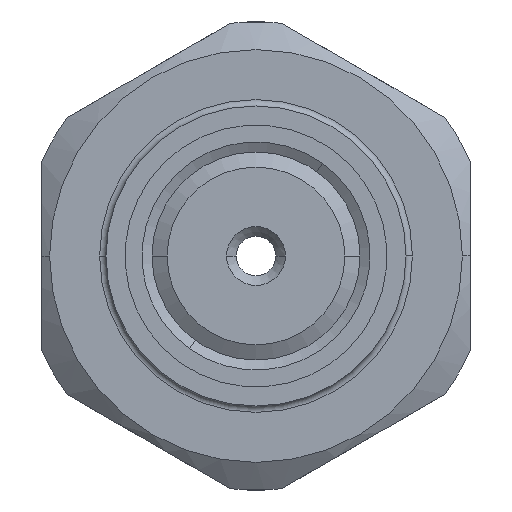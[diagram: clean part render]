
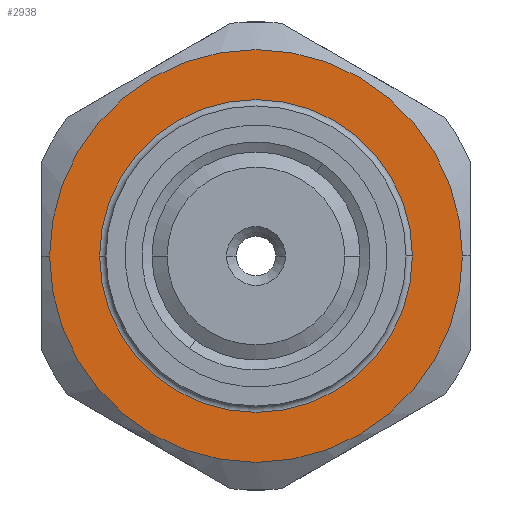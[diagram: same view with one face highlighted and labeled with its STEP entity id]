
A CAD part, front view. The second image highlights one B-rep face of the part: STEP entity #2938.
In plain terms, the highlighted planar face has unit normal (0, -1, 0).
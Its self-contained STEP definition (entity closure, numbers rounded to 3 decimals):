
#190 = CIRCLE ( 'NONE', #3164, 13. ) ;
#364 = DIRECTION ( 'NONE',  ( 0., 1., 0. ) ) ;
#431 = VERTEX_POINT ( 'NONE', #5223 ) ;
#446 = DIRECTION ( 'NONE',  ( 1., 0., 0. ) ) ;
#625 = DIRECTION ( 'NONE',  ( -1., 0., 0. ) ) ;
#721 = ORIENTED_EDGE ( 'NONE', *, *, #2763, .T. ) ;
#1031 = CARTESIAN_POINT ( 'NONE',  ( -13., 0.8, 0. ) ) ;
#1039 = EDGE_CURVE ( 'NONE', #3212, #3221, #5041, .T. ) ;
#1099 = VERTEX_POINT ( 'NONE', #1031 ) ;
#1114 = DIRECTION ( 'NONE',  ( 0., 1., 0. ) ) ;
#1244 = CIRCLE ( 'NONE', #4296, 9.85 ) ;
#1303 = EDGE_LOOP ( 'NONE', ( #721, #1425 ) ) ;
#1370 = CARTESIAN_POINT ( 'NONE',  ( 0., 0.8, 0. ) ) ;
#1418 = CIRCLE ( 'NONE', #4895, 13. ) ;
#1425 = ORIENTED_EDGE ( 'NONE', *, *, #1039, .T. ) ;
#1619 = FACE_OUTER_BOUND ( 'NONE', #1737, .T. ) ;
#1737 = EDGE_LOOP ( 'NONE', ( #1942, #4175 ) ) ;
#1942 = ORIENTED_EDGE ( 'NONE', *, *, #2521, .F. ) ;
#2072 = DIRECTION ( 'NONE',  ( -1., 0., 0. ) ) ;
#2362 = DIRECTION ( 'NONE',  ( -1., 0., 0. ) ) ;
#2392 = CARTESIAN_POINT ( 'NONE',  ( 0., 0.8, 0. ) ) ;
#2468 = AXIS2_PLACEMENT_3D ( 'NONE', #4108, #5354, #446 ) ;
#2521 = EDGE_CURVE ( 'NONE', #1099, #431, #190, .T. ) ;
#2622 = EDGE_CURVE ( 'NONE', #431, #1099, #1418, .T. ) ;
#2763 = EDGE_CURVE ( 'NONE', #3221, #3212, #1244, .T. ) ;
#2912 = CARTESIAN_POINT ( 'NONE',  ( 0., 0.8, 0. ) ) ;
#2938 = ADVANCED_FACE ( 'NONE', ( #3698, #1619 ), #3748, .T. ) ;
#3048 = DIRECTION ( 'NONE',  ( 0., 1., 0. ) ) ;
#3126 = AXIS2_PLACEMENT_3D ( 'NONE', #3382, #1114, #625 ) ;
#3164 = AXIS2_PLACEMENT_3D ( 'NONE', #2912, #4559, #2072 ) ;
#3212 = VERTEX_POINT ( 'NONE', #4528 ) ;
#3221 = VERTEX_POINT ( 'NONE', #5309 ) ;
#3382 = CARTESIAN_POINT ( 'NONE',  ( 0., 0.8, 0. ) ) ;
#3698 = FACE_BOUND ( 'NONE', #1303, .T. ) ;
#3748 = PLANE ( 'NONE',  #2468 ) ;
#4108 = CARTESIAN_POINT ( 'NONE',  ( 9.85, 0.8, 0. ) ) ;
#4175 = ORIENTED_EDGE ( 'NONE', *, *, #2622, .F. ) ;
#4296 = AXIS2_PLACEMENT_3D ( 'NONE', #2392, #364, #5292 ) ;
#4528 = CARTESIAN_POINT ( 'NONE',  ( 9.85, 0.8, 0. ) ) ;
#4559 = DIRECTION ( 'NONE',  ( 0., 1., 0. ) ) ;
#4895 = AXIS2_PLACEMENT_3D ( 'NONE', #1370, #3048, #2362 ) ;
#5041 = CIRCLE ( 'NONE', #3126, 9.85 ) ;
#5223 = CARTESIAN_POINT ( 'NONE',  ( 13., 0.8, 0. ) ) ;
#5292 = DIRECTION ( 'NONE',  ( -1., 0., 0. ) ) ;
#5309 = CARTESIAN_POINT ( 'NONE',  ( -9.85, 0.8, 0. ) ) ;
#5354 = DIRECTION ( 'NONE',  ( 0., -1., 0. ) ) ;
